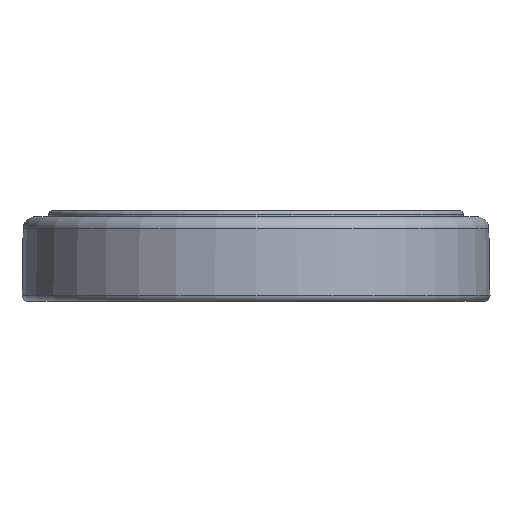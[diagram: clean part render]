
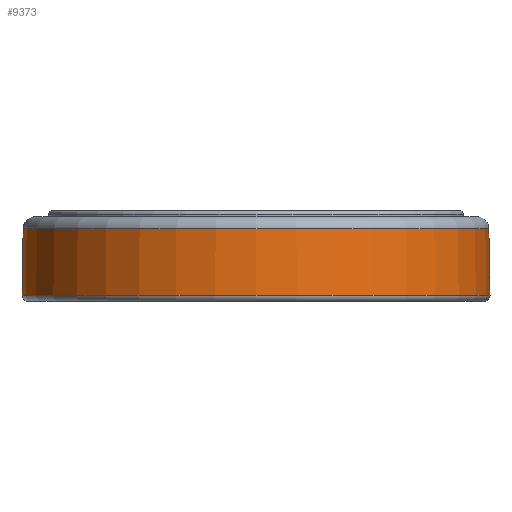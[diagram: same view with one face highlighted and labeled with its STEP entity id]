
A CAD part, left-side view. The second image highlights one B-rep face of the part: STEP entity #9373.
In plain terms, the highlighted conical face has half-angle 1 degrees and reference radius 19.311 mm.
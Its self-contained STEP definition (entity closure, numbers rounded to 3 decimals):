
#4612=CARTESIAN_POINT('',(-31.,0.,18.309));
#4613=DIRECTION('',(0.,0.,-1.));
#4614=DIRECTION('',(0.,-1.,0.));
#4615=AXIS2_PLACEMENT_3D('',#4612,#4613,#4614);
#4620=DIRECTION('',(0.,-0.017,1.));
#4621=VECTOR('',#4620,5.51);
#4622=CARTESIAN_POINT('',(-31.,19.359,18.309));
#4623=LINE('',#4622,#4621);
#4627=CARTESIAN_POINT('',(-31.,0.,23.817));
#4628=DIRECTION('',(0.,0.,1.));
#4629=DIRECTION('',(0.,1.,0.));
#4630=AXIS2_PLACEMENT_3D('',#4627,#4628,#4629);
#4635=DIRECTION('',(0.,-0.017,-1.));
#4636=VECTOR('',#4635,5.51);
#4637=CARTESIAN_POINT('',(-31.,-19.263,23.817));
#4638=LINE('',#4637,#4636);
#5262=CARTESIAN_POINT('',(-31.,19.263,23.817));
#5264=VERTEX_POINT('',#5262);
#5267=CARTESIAN_POINT('',(-31.,-19.263,23.817));
#5268=VERTEX_POINT('',#5267);
#5278=CARTESIAN_POINT('',(-31.,-19.359,
18.309));
#5280=VERTEX_POINT('',#5278);
#5283=CARTESIAN_POINT('',(-31.,19.359,18.309));
#5284=VERTEX_POINT('',#5283);
#9360=CARTESIAN_POINT('',(-31.,0.,21.063));
#9361=DIRECTION('',(0.,0.,-1.));
#9362=DIRECTION('',(-1.,0.,0.));
#9363=AXIS2_PLACEMENT_3D('',#9360,#9361,#9362);
#9364=CONICAL_SURFACE('',#9363,19.311,1.);
#9365=ORIENTED_EDGE('',*,*,#9298,.T.);
#9367=ORIENTED_EDGE('',*,*,#9366,.T.);
#9369=ORIENTED_EDGE('',*,*,#9368,.T.);
#9370=ORIENTED_EDGE('',*,*,#9352,.T.);
#9371=EDGE_LOOP('',(#9365,#9367,#9369,#9370));
#9372=FACE_OUTER_BOUND('',#9371,.F.);
#4616=CIRCLE('',#4615,19.359);
#4631=CIRCLE('',#4630,19.263);
#9298=EDGE_CURVE('',#5280,#5284,#4616,.T.);
#9352=EDGE_CURVE('',#5268,#5280,#4638,.T.);
#9366=EDGE_CURVE('',#5284,#5264,#4623,.T.);
#9368=EDGE_CURVE('',#5264,#5268,#4631,.T.);
#9373=ADVANCED_FACE('',(#9372),#9364,.T.);
